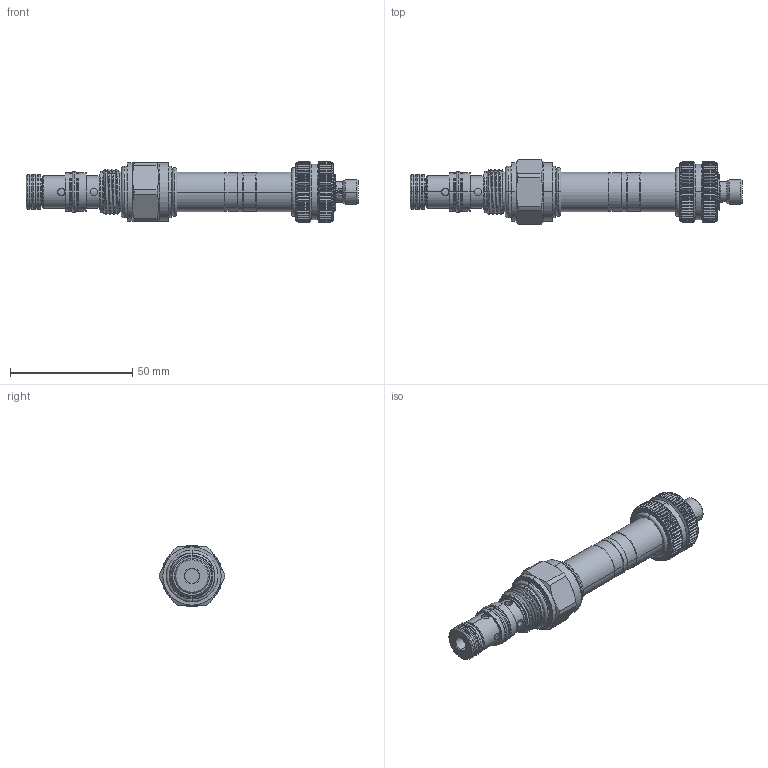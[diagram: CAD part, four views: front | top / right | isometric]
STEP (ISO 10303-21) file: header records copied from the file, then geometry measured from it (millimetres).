
FILE_DESCRIPTION (( 'STEP AP203' ), '1' );
FILE_NAME ('EP08W3C54M04.STEP', '2020-04-08T03:33:04', ( '' ), ( '' ), 'SwSTEP 2.0', 'SolidWorks 2018', '' );
FILE_SCHEMA (( 'CONFIG_CONTROL_DESIGN' ));
Products named in the file (1): EP08W3C54M04
Bounding box: 136 x 26.66 x 25 mm (x, y, z)
Volume: 34181.8 mm3; surface area: 12433.3 mm2
Topology: 7 solids, 7 shells, 1067 faces, 2773 edges, 1748 vertices
Faces by surface type: cylinder 454, plane 428, cone 156, torus 18, bspline 11
Entity records: 38253 total; most frequent: CARTESIAN_POINT 12961, ORIENTED_EDGE 5546, DIRECTION 4985, EDGE_CURVE 2773, AXIS2_PLACEMENT_3D 1935, VERTEX_POINT 1748, VECTOR 1115, LINE 1115
